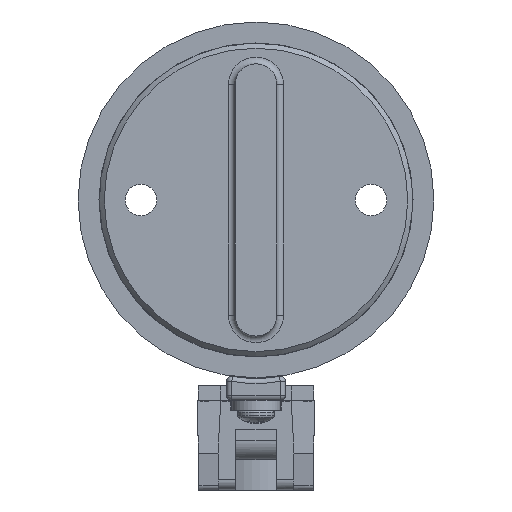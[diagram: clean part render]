
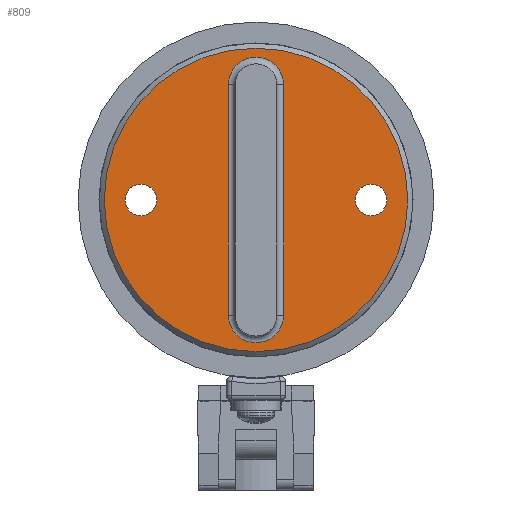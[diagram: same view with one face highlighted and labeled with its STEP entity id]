
A CAD part, left-side view. The second image highlights one B-rep face of the part: STEP entity #809.
In plain terms, the highlighted planar face has unit normal (-1, 0, 0).
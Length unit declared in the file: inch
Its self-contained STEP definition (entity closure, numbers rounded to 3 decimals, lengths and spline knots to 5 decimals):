
#18 = EDGE_CURVE ( 'NONE', #5935, #5935, #33899, .T. ) ;
#809 = ADVANCED_FACE ( 'NONE', ( #2296, #16228, #7128, #21127 ), #4662, .F. ) ;
#1836 = EDGE_LOOP ( 'NONE', ( #17317, #34406, #7156, #26230 ) ) ;
#1867 = AXIS2_PLACEMENT_3D ( 'NONE', #31902, #13274, #35049 ) ;
#2112 = EDGE_LOOP ( 'NONE', ( #22970 ) ) ;
#2296 = FACE_BOUND ( 'NONE', #1836, .T. ) ;
#2376 = EDGE_CURVE ( 'NONE', #17464, #3003, #38235, .T. ) ;
#3003 = VERTEX_POINT ( 'NONE', #18726 ) ;
#3527 = VERTEX_POINT ( 'NONE', #10592 ) ;
#4662 = PLANE ( 'NONE',  #17244 ) ;
#4715 = DIRECTION ( 'NONE',  ( 0., 0., -1. ) ) ;
#5935 = VERTEX_POINT ( 'NONE', #37485 ) ;
#6153 = EDGE_CURVE ( 'NONE', #3003, #3527, #23009, .T. ) ;
#7128 = FACE_BOUND ( 'NONE', #10061, .T. ) ;
#7156 = ORIENTED_EDGE ( 'NONE', *, *, #2376, .T. ) ;
#7619 = DIRECTION ( 'NONE',  ( -1., 0., 0. ) ) ;
#8058 = DIRECTION ( 'NONE',  ( -1., 0., 0. ) ) ;
#8293 = CARTESIAN_POINT ( 'NONE',  ( -1.6875, 0., 0. ) ) ;
#9019 = AXIS2_PLACEMENT_3D ( 'NONE', #26699, #8058, #29758 ) ;
#9238 = EDGE_CURVE ( 'NONE', #27775, #27775, #15431, .T. ) ;
#9645 = CARTESIAN_POINT ( 'NONE',  ( -1.6875, 0.6875, 0.094 ) ) ;
#9885 = AXIS2_PLACEMENT_3D ( 'NONE', #26249, #7619, #29327 ) ;
#10023 = DIRECTION ( 'NONE',  ( 0., 0., -1. ) ) ;
#10061 = EDGE_LOOP ( 'NONE', ( #28157 ) ) ;
#10592 = CARTESIAN_POINT ( 'NONE',  ( -1.6875, 0.165, -0.6875 ) ) ;
#10620 = ORIENTED_EDGE ( 'NONE', *, *, #32614, .T. ) ;
#10951 = CARTESIAN_POINT ( 'NONE',  ( -1.6875, 0., -0.6875 ) ) ;
#11867 = EDGE_CURVE ( 'NONE', #17903, #17464, #40244, .T. ) ;
#13274 = DIRECTION ( 'NONE',  ( 1., 0., 0. ) ) ;
#13422 = LINE ( 'NONE', #36022, #36324 ) ;
#13639 = VERTEX_POINT ( 'NONE', #37877 ) ;
#14025 = DIRECTION ( 'NONE',  ( 1., 0., 0. ) ) ;
#15431 = CIRCLE ( 'NONE', #9019, 0.094 ) ;
#15717 = EDGE_LOOP ( 'NONE', ( #10620 ) ) ;
#16228 = FACE_OUTER_BOUND ( 'NONE', #15717, .T. ) ;
#17244 = AXIS2_PLACEMENT_3D ( 'NONE', #8293, #33819, #10023 ) ;
#17317 = ORIENTED_EDGE ( 'NONE', *, *, #37393, .T. ) ;
#17414 = CARTESIAN_POINT ( 'NONE',  ( -1.6875, 0.165, 0.6875 ) ) ;
#17464 = VERTEX_POINT ( 'NONE', #40050 ) ;
#17903 = VERTEX_POINT ( 'NONE', #17414 ) ;
#18726 = CARTESIAN_POINT ( 'NONE',  ( -1.6875, -0.165, -0.6875 ) ) ;
#21127 = FACE_BOUND ( 'NONE', #2112, .T. ) ;
#22970 = ORIENTED_EDGE ( 'NONE', *, *, #18, .F. ) ;
#23009 = CIRCLE ( 'NONE', #29289, 0.165 ) ;
#23220 = AXIS2_PLACEMENT_3D ( 'NONE', #23288, #25045, #30982 ) ;
#23288 = CARTESIAN_POINT ( 'NONE',  ( -1.6875, -0.6875, 0. ) ) ;
#25045 = DIRECTION ( 'NONE',  ( -1., 0., 0. ) ) ;
#26230 = ORIENTED_EDGE ( 'NONE', *, *, #6153, .T. ) ;
#26249 = CARTESIAN_POINT ( 'NONE',  ( -1.6875, 0., 0. ) ) ;
#26699 = CARTESIAN_POINT ( 'NONE',  ( -1.6875, 0.6875, 0. ) ) ;
#26834 = DIRECTION ( 'NONE',  ( 0., 0., -1. ) ) ;
#27775 = VERTEX_POINT ( 'NONE', #9645 ) ;
#28157 = ORIENTED_EDGE ( 'NONE', *, *, #9238, .F. ) ;
#29289 = AXIS2_PLACEMENT_3D ( 'NONE', #10951, #14025, #4715 ) ;
#29327 = DIRECTION ( 'NONE',  ( 0., 0., -1. ) ) ;
#29532 = CARTESIAN_POINT ( 'NONE',  ( -1.6875, -0.165, -0.6875 ) ) ;
#29758 = DIRECTION ( 'NONE',  ( 0., 0., 1. ) ) ;
#30982 = DIRECTION ( 'NONE',  ( 0., 0., 1. ) ) ;
#31902 = CARTESIAN_POINT ( 'NONE',  ( -1.6875, 0., 0.6875 ) ) ;
#32614 = EDGE_CURVE ( 'NONE', #13639, #13639, #35519, .T. ) ;
#33819 = DIRECTION ( 'NONE',  ( 1., 0., 0. ) ) ;
#33899 = CIRCLE ( 'NONE', #23220, 0.094 ) ;
#34406 = ORIENTED_EDGE ( 'NONE', *, *, #11867, .T. ) ;
#35049 = DIRECTION ( 'NONE',  ( 0., 0., -1. ) ) ;
#35519 = CIRCLE ( 'NONE', #9885, 0.906 ) ;
#36022 = CARTESIAN_POINT ( 'NONE',  ( -1.6875, 0.165, 0.6875 ) ) ;
#36324 = VECTOR ( 'NONE', #39069, 39.37008 ) ;
#37393 = EDGE_CURVE ( 'NONE', #3527, #17903, #13422, .T. ) ;
#37485 = CARTESIAN_POINT ( 'NONE',  ( -1.6875, -0.6875, 0.094 ) ) ;
#37877 = CARTESIAN_POINT ( 'NONE',  ( -1.6875, 0., -0.906 ) ) ;
#38235 = LINE ( 'NONE', #29532, #39652 ) ;
#39069 = DIRECTION ( 'NONE',  ( 0., 0., 1. ) ) ;
#39652 = VECTOR ( 'NONE', #26834, 39.37008 ) ;
#40050 = CARTESIAN_POINT ( 'NONE',  ( -1.6875, -0.165, 0.6875 ) ) ;
#40244 = CIRCLE ( 'NONE', #1867, 0.165 ) ;
